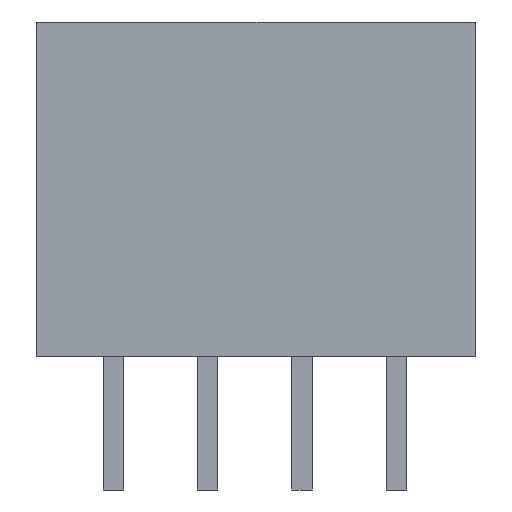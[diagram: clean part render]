
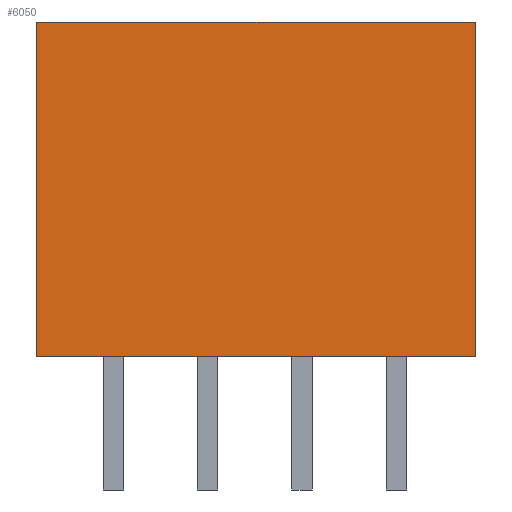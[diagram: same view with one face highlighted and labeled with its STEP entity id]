
A CAD part, left-side view. The second image highlights one B-rep face of the part: STEP entity #6050.
In plain terms, the highlighted planar face has unit normal (-1, 0, 0).
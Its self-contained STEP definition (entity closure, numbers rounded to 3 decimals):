
#5987=CARTESIAN_POINT('',(-3.98,-5.93,9.0));
#5988=VERTEX_POINT('',#5987);
#5995=CARTESIAN_POINT('',(-3.98,-5.93,0.0));
#5996=VERTEX_POINT('',#5995);
#5997=CARTESIAN_POINT('',(-3.98,-5.93,0.0));
#5998=DIRECTION('',(0.0,0.0,1.0));
#5999=VECTOR('',#5998,9.0);
#6000=LINE('',#5997,#5999);
#6001=EDGE_CURVE('',#5996,#5988,#6000,.T.);
#6020=CARTESIAN_POINT('',(-3.98,-16.03,0.0));
#6021=DIRECTION('',(-1.0,0.0,0.0));
#6022=DIRECTION('',(0.0,0.0,-1.0));
#6023=AXIS2_PLACEMENT_3D('',#6020,#6021,#6022);
#6024=PLANE('',#6023);
#6025=CARTESIAN_POINT('',(-3.98,5.87,9.0));
#6026=VERTEX_POINT('',#6025);
#6027=CARTESIAN_POINT('',(-3.98,-5.93,9.0));
#6028=DIRECTION('',(0.0,1.0,0.0));
#6029=VECTOR('',#6028,11.8);
#6030=LINE('',#6027,#6029);
#6031=EDGE_CURVE('',#5988,#6026,#6030,.T.);
#6032=ORIENTED_EDGE('',*,*,#6031,.T.);
#6033=CARTESIAN_POINT('',(-3.98,5.87,0.0));
#6034=VERTEX_POINT('',#6033);
#6035=CARTESIAN_POINT('',(-3.98,5.87,0.0));
#6036=DIRECTION('',(0.0,0.0,1.0));
#6037=VECTOR('',#6036,9.0);
#6038=LINE('',#6035,#6037);
#6039=EDGE_CURVE('',#6034,#6026,#6038,.T.);
#6040=ORIENTED_EDGE('',*,*,#6039,.F.);
#6041=CARTESIAN_POINT('',(-3.98,5.87,0.0));
#6042=DIRECTION('',(0.0,-1.0,0.0));
#6043=VECTOR('',#6042,11.8);
#6044=LINE('',#6041,#6043);
#6045=EDGE_CURVE('',#6034,#5996,#6044,.T.);
#6046=ORIENTED_EDGE('',*,*,#6045,.T.);
#6047=ORIENTED_EDGE('',*,*,#6001,.T.);
#6048=EDGE_LOOP('',(#6032,#6040,#6046,#6047));
#6049=FACE_OUTER_BOUND('',#6048,.T.);
#6050=ADVANCED_FACE('',(#6049),#6024,.T.);
